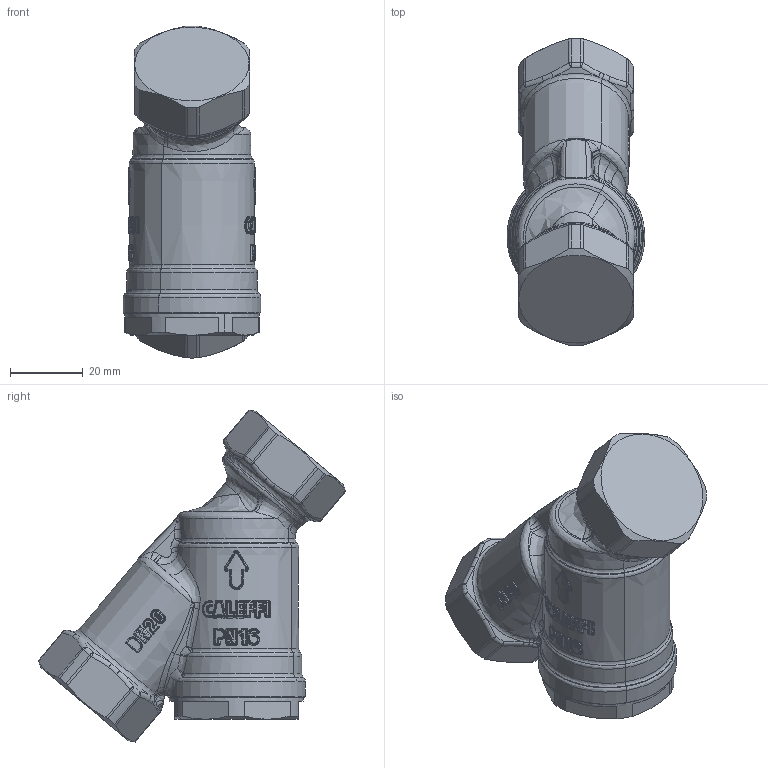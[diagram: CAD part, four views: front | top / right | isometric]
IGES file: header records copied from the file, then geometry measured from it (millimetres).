
Start section:  PTC IGES file: _da_convertire0002_sw0001.igs
Global section: file name: _da_convertire0002_sw0001.igs; native system: Creo Parametric by PTC Inc.; preprocessor: 2014500; author: mparodi; organization: Unknown; date: 20170203.120602; units: millimetre
Bounding box: 37.96 x 84.64 x 91.42 mm (x, y, z)
Surface area: 16150.3 mm2 (no closed solid volume)
Topology: 0 solids, 0 shells, 1802 faces, 7972 edges, 7771 vertices
Faces by surface type: bspline 1189, revolution 512, extrusion 101
